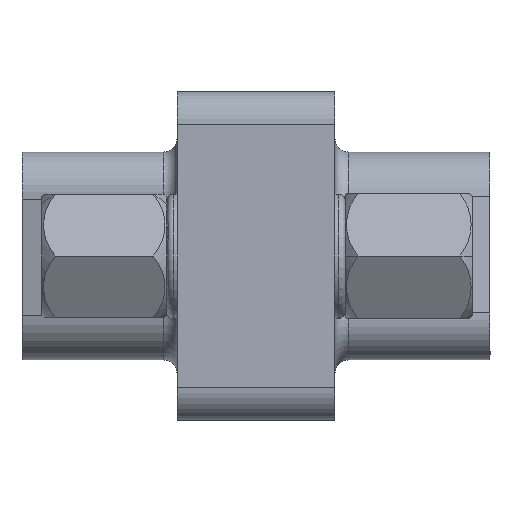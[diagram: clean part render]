
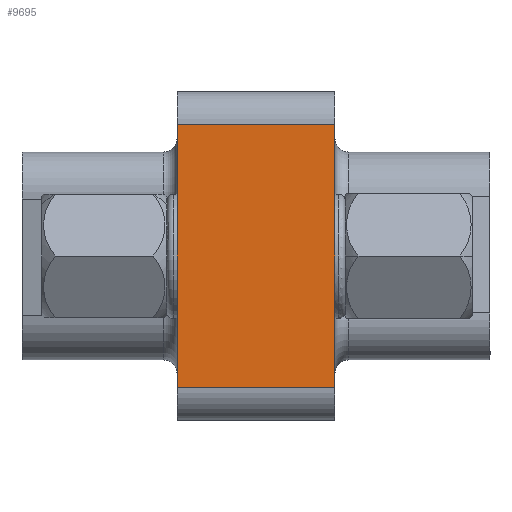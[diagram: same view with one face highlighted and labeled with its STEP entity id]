
A CAD part, left-side view. The second image highlights one B-rep face of the part: STEP entity #9695.
In plain terms, the highlighted planar face has unit normal (-1, 0, 0).
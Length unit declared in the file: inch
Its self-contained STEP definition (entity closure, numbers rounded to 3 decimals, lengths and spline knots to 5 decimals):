
#4444 = PLANE ( 'NONE',  #6273 ) ;
#5550 = DIRECTION ( 'NONE',  ( 0., 0., 1. ) ) ;
#5919 = VECTOR ( 'NONE', #12089, 39.37008 ) ;
#6273 = AXIS2_PLACEMENT_3D ( 'NONE', #8757, #23684, #10897 ) ;
#7370 = ORIENTED_EDGE ( 'NONE', *, *, #8787, .T. ) ;
#8757 = CARTESIAN_POINT ( 'NONE',  ( -0.61024, 0.11811, 0.24606 ) ) ;
#8787 = EDGE_CURVE ( 'NONE', #12276, #26786, #9548, .T. ) ;
#9024 = EDGE_LOOP ( 'NONE', ( #21767, #7370, #26419, #17442 ) ) ;
#9548 = LINE ( 'NONE', #13878, #20274 ) ;
#9695 = ADVANCED_FACE ( 'NONE', ( #13405 ), #4444, .F. ) ;
#9907 = CARTESIAN_POINT ( 'NONE',  ( -0.61024, 0.11811, 0.24606 ) ) ;
#10897 = DIRECTION ( 'NONE',  ( 0., 0., -1. ) ) ;
#10956 = DIRECTION ( 'NONE',  ( 0., -1., 0. ) ) ;
#12089 = DIRECTION ( 'NONE',  ( 0., 0., 1. ) ) ;
#12276 = VERTEX_POINT ( 'NONE', #15805 ) ;
#12303 = LINE ( 'NONE', #9907, #5919 ) ;
#13081 = VERTEX_POINT ( 'NONE', #24293 ) ;
#13405 = FACE_OUTER_BOUND ( 'NONE', #9024, .T. ) ;
#13802 = EDGE_CURVE ( 'NONE', #18339, #12276, #16148, .T. ) ;
#13878 = CARTESIAN_POINT ( 'NONE',  ( -0.61024, 0.11811, 0.19606 ) ) ;
#14120 = CARTESIAN_POINT ( 'NONE',  ( -0.61024, -0.11811, 0.24606 ) ) ;
#15805 = CARTESIAN_POINT ( 'NONE',  ( -0.61024, -0.11811, 0.19606 ) ) ;
#16050 = DIRECTION ( 'NONE',  ( 0., 1., 0. ) ) ;
#16148 = LINE ( 'NONE', #14120, #23769 ) ;
#17442 = ORIENTED_EDGE ( 'NONE', *, *, #18687, .T. ) ;
#18339 = VERTEX_POINT ( 'NONE', #22204 ) ;
#18687 = EDGE_CURVE ( 'NONE', #13081, #18339, #18737, .T. ) ;
#18737 = LINE ( 'NONE', #25901, #25058 ) ;
#20274 = VECTOR ( 'NONE', #16050, 39.37008 ) ;
#21142 = CARTESIAN_POINT ( 'NONE',  ( -0.61024, 0.11811, 0.19606 ) ) ;
#21767 = ORIENTED_EDGE ( 'NONE', *, *, #13802, .T. ) ;
#22083 = EDGE_CURVE ( 'NONE', #13081, #26786, #12303, .T. ) ;
#22204 = CARTESIAN_POINT ( 'NONE',  ( -0.61024, -0.11811, -0.19606 ) ) ;
#23684 = DIRECTION ( 'NONE',  ( 1., 0., 0. ) ) ;
#23769 = VECTOR ( 'NONE', #5550, 39.37008 ) ;
#24293 = CARTESIAN_POINT ( 'NONE',  ( -0.61024, 0.11811, -0.19606 ) ) ;
#25058 = VECTOR ( 'NONE', #10956, 39.37008 ) ;
#25901 = CARTESIAN_POINT ( 'NONE',  ( -0.61024, 0.11811, -0.19606 ) ) ;
#26419 = ORIENTED_EDGE ( 'NONE', *, *, #22083, .F. ) ;
#26786 = VERTEX_POINT ( 'NONE', #21142 ) ;
